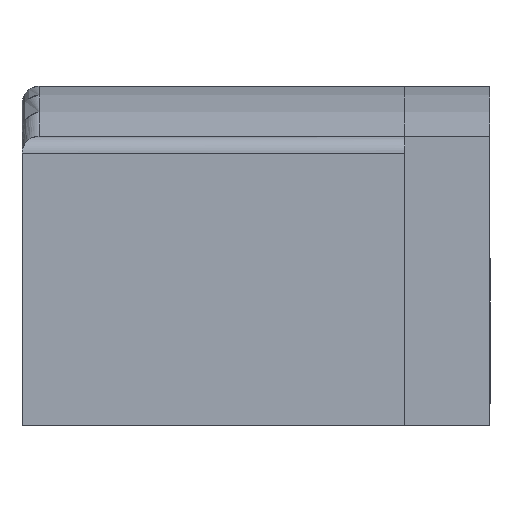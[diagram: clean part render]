
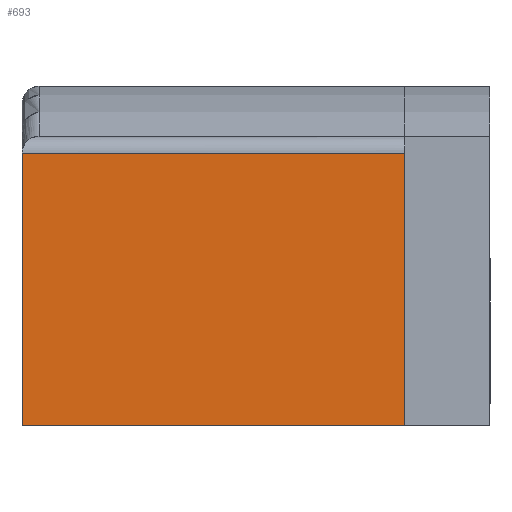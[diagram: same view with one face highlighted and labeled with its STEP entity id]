
A CAD part, front view. The second image highlights one B-rep face of the part: STEP entity #693.
In plain terms, the highlighted planar face has unit normal (0, -1, 0).
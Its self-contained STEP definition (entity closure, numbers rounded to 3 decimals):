
#333 = VERTEX_POINT('',#334);
#334 = CARTESIAN_POINT('',(-2.5,-28.5,18.));
#340 = EDGE_CURVE('',#333,#341,#343,.T.);
#341 = VERTEX_POINT('',#342);
#342 = CARTESIAN_POINT('',(-25.,-28.5,18.));
#343 = LINE('',#344,#345);
#344 = CARTESIAN_POINT('',(-2.5,-28.5,18.));
#345 = VECTOR('',#346,1.);
#346 = DIRECTION('',(-1.,0.,0.));
#392 = EDGE_CURVE('',#393,#333,#395,.T.);
#393 = VERTEX_POINT('',#394);
#394 = CARTESIAN_POINT('',(-2.5,-28.5,34.));
#395 = LINE('',#396,#397);
#396 = CARTESIAN_POINT('',(-2.5,-28.5,35.));
#397 = VECTOR('',#398,1.);
#398 = DIRECTION('',(0.,0.,-1.));
#658 = EDGE_CURVE('',#659,#341,#661,.T.);
#659 = VERTEX_POINT('',#660);
#660 = CARTESIAN_POINT('',(-25.,-28.5,34.));
#661 = LINE('',#662,#663);
#662 = CARTESIAN_POINT('',(-25.,-28.5,35.));
#663 = VECTOR('',#664,1.);
#664 = DIRECTION('',(0.,0.,-1.));
#693 = ADVANCED_FACE('',(#694),#705,.T.);
#694 = FACE_BOUND('',#695,.T.);
#695 = EDGE_LOOP('',(#696,#697,#703,#704));
#696 = ORIENTED_EDGE('',*,*,#392,.F.);
#697 = ORIENTED_EDGE('',*,*,#698,.T.);
#698 = EDGE_CURVE('',#393,#659,#699,.T.);
#699 = LINE('',#700,#701);
#700 = CARTESIAN_POINT('',(-2.5,-28.5,34.));
#701 = VECTOR('',#702,1.);
#702 = DIRECTION('',(-1.,0.,0.));
#703 = ORIENTED_EDGE('',*,*,#658,.T.);
#704 = ORIENTED_EDGE('',*,*,#340,.F.);
#705 = PLANE('',#706);
#706 = AXIS2_PLACEMENT_3D('',#707,#708,#709);
#707 = CARTESIAN_POINT('',(-2.5,-28.5,35.));
#708 = DIRECTION('',(0.,-1.,0.));
#709 = DIRECTION('',(0.,0.,-1.));
